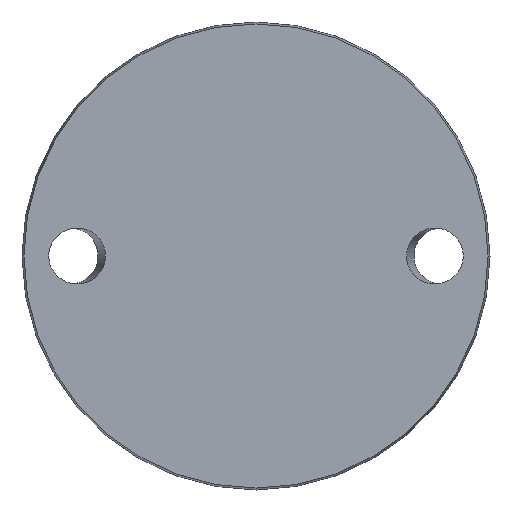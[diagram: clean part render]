
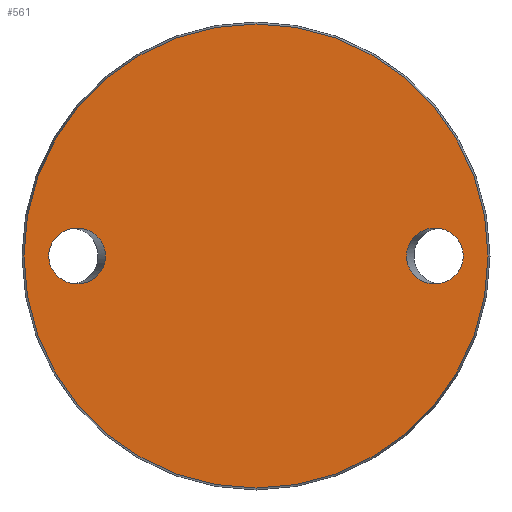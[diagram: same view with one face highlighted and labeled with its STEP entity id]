
A CAD part, front view. The second image highlights one B-rep face of the part: STEP entity #561.
In plain terms, the highlighted planar face has unit normal (0, -1, 0).
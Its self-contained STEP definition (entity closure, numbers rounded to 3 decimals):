
#43 = CARTESIAN_POINT ( 'NONE',  ( -68.425, 0., 0. ) ) ;
#58 = CARTESIAN_POINT ( 'NONE',  ( 44.385, 0., 0. ) ) ;
#155 = CARTESIAN_POINT ( 'NONE',  ( 0., 0., 0. ) ) ;
#176 = CARTESIAN_POINT ( 'NONE',  ( 61.115, 0., 16.5 ) ) ;
#178 = VERTEX_POINT ( 'NONE', #963 ) ;
#220 = CARTESIAN_POINT ( 'NONE',  ( -61.115, 0., 0. ) ) ;
#228 = DIRECTION ( 'NONE',  ( 0., 0., -1. ) ) ;
#255 = VERTEX_POINT ( 'NONE', #951 ) ;
#267 = ORIENTED_EDGE ( 'NONE', *, *, #316, .T. ) ;
#292 =( BOUNDED_CURVE ( )  B_SPLINE_CURVE ( 3, ( #843, #293, #1009, #301, #616, #931, #220 ),
 .UNSPECIFIED., .T., .T. ) 
 B_SPLINE_CURVE_WITH_KNOTS ( ( 4, 3, 4 ),
 ( 0., 3.142, 6.283 ),
 .UNSPECIFIED. ) 
 CURVE ( )  GEOMETRIC_REPRESENTATION_ITEM ( )  RATIONAL_B_SPLINE_CURVE ( ( 1., 0.333, 0.333, 1., 0.333, 0.333, 1. ) ) 
 REPRESENTATION_ITEM ( '' )  );
#293 = CARTESIAN_POINT ( 'NONE',  ( -61.115, 0., 16.5 ) ) ;
#301 = CARTESIAN_POINT ( 'NONE',  ( -44.385, 0., 0. ) ) ;
#316 = EDGE_CURVE ( 'NONE', #178, #178, #292, .T. ) ;
#328 = CARTESIAN_POINT ( 'NONE',  ( 61.115, 0., -16.5 ) ) ;
#351 = CIRCLE ( 'NONE', #923, 68.425 ) ;
#369 = FACE_BOUND ( 'NONE', #477, .T. ) ;
#382 = DIRECTION ( 'NONE',  ( 0., 1., 0. ) ) ;
#391 = DIRECTION ( 'NONE',  ( 0., -1., 0. ) ) ;
#447 = FACE_BOUND ( 'NONE', #865, .T. ) ;
#457 = VERTEX_POINT ( 'NONE', #555 ) ;
#463 = PLANE ( 'NONE',  #478 ) ;
#477 = EDGE_LOOP ( 'NONE', ( #267 ) ) ;
#478 = AXIS2_PLACEMENT_3D ( 'NONE', #43, #382, #842 ) ;
#555 = CARTESIAN_POINT ( 'NONE',  ( 0., 0., -68.425 ) ) ;
#561 = ADVANCED_FACE ( 'NONE', ( #369, #447, #924 ), #463, .F. ) ;
#567 = CARTESIAN_POINT ( 'NONE',  ( 44.385, 0., 0. ) ) ;
#571 = EDGE_LOOP ( 'NONE', ( #577 ) ) ;
#577 = ORIENTED_EDGE ( 'NONE', *, *, #866, .T. ) ;
#616 = CARTESIAN_POINT ( 'NONE',  ( -44.385, 0., -16.5 ) ) ;
#771 = EDGE_CURVE ( 'NONE', #255, #255, #868, .T. ) ;
#779 = CARTESIAN_POINT ( 'NONE',  ( 44.385, 0., 16.5 ) ) ;
#802 = CARTESIAN_POINT ( 'NONE',  ( 61.115, 0., 0. ) ) ;
#842 = DIRECTION ( 'NONE',  ( 0., 0., 1. ) ) ;
#843 = CARTESIAN_POINT ( 'NONE',  ( -61.115, 0., 0. ) ) ;
#865 = EDGE_LOOP ( 'NONE', ( #982 ) ) ;
#866 = EDGE_CURVE ( 'NONE', #457, #457, #351, .T. ) ;
#868 =( BOUNDED_CURVE ( )  B_SPLINE_CURVE ( 3, ( #567, #884, #328, #802, #176, #779, #58 ),
 .UNSPECIFIED., .T., .F. ) 
 B_SPLINE_CURVE_WITH_KNOTS ( ( 4, 3, 4 ),
 ( 0., 3.142, 6.283 ),
 .UNSPECIFIED. ) 
 CURVE ( )  GEOMETRIC_REPRESENTATION_ITEM ( )  RATIONAL_B_SPLINE_CURVE ( ( 1., 0.333, 0.333, 1., 0.333, 0.333, 1. ) ) 
 REPRESENTATION_ITEM ( '' )  );
#884 = CARTESIAN_POINT ( 'NONE',  ( 44.385, 0., -16.5 ) ) ;
#923 = AXIS2_PLACEMENT_3D ( 'NONE', #155, #391, #228 ) ;
#924 = FACE_OUTER_BOUND ( 'NONE', #571, .T. ) ;
#931 = CARTESIAN_POINT ( 'NONE',  ( -61.115, 0., -16.5 ) ) ;
#951 = CARTESIAN_POINT ( 'NONE',  ( 44.385, 0., 0. ) ) ;
#963 = CARTESIAN_POINT ( 'NONE',  ( -61.115, 0., 0. ) ) ;
#982 = ORIENTED_EDGE ( 'NONE', *, *, #771, .F. ) ;
#1009 = CARTESIAN_POINT ( 'NONE',  ( -44.385, 0., 16.5 ) ) ;
